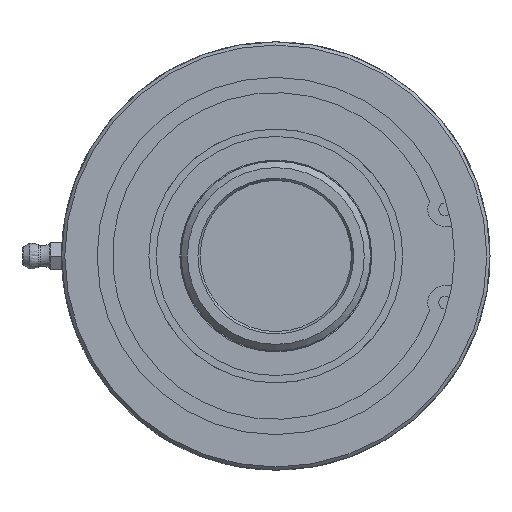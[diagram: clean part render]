
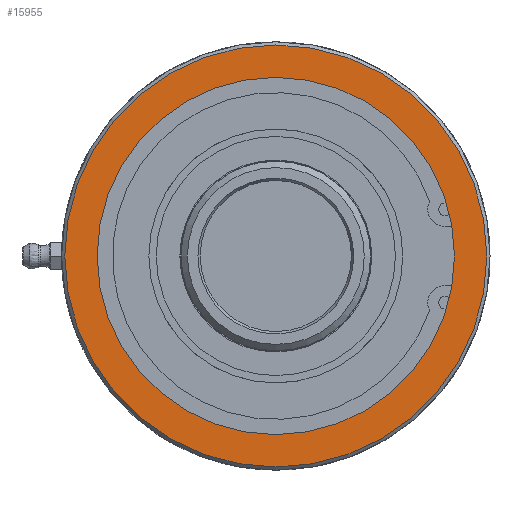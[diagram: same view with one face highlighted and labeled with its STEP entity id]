
A CAD part, left-side view. The second image highlights one B-rep face of the part: STEP entity #15955.
In plain terms, the highlighted planar face has unit normal (-1, 0, 0).
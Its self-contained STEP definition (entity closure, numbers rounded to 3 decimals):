
#802=PLANE('',#16959);
#907=FACE_BOUND('',#3234,.T.);
#1365=CIRCLE('',#16957,53.2);
#1366=CIRCLE('',#16960,45.035);
#2242=FACE_OUTER_BOUND('',#3233,.T.);
#3233=EDGE_LOOP('',(#14476));
#3234=EDGE_LOOP('',(#14477));
#7633=VERTEX_POINT('',#36186);
#7634=VERTEX_POINT('',#36191);
#9932=EDGE_CURVE('',#7633,#7633,#1365,.T.);
#9934=EDGE_CURVE('',#7634,#7634,#1366,.T.);
#14476=ORIENTED_EDGE('',*,*,#9932,.F.);
#14477=ORIENTED_EDGE('',*,*,#9934,.T.);
#15955=ADVANCED_FACE('',(#2242,#907),#802,.F.);
#16957=AXIS2_PLACEMENT_3D('',#36187,#19840,#19841);
#16959=AXIS2_PLACEMENT_3D('',#36190,#19845,#19846);
#16960=AXIS2_PLACEMENT_3D('',#36192,#19847,#19848);
#19840=DIRECTION('center_axis',(1.,0.,0.));
#19841=DIRECTION('ref_axis',(0.,-1.,0.));
#19845=DIRECTION('center_axis',(1.,0.,0.));
#19846=DIRECTION('ref_axis',(0.,0.,-1.));
#19847=DIRECTION('center_axis',(1.,0.,0.));
#19848=DIRECTION('ref_axis',(0.,1.,0.));
#36186=CARTESIAN_POINT('',(2.,53.2,0.));
#36187=CARTESIAN_POINT('Origin',(2.,0.,0.));
#36190=CARTESIAN_POINT('Origin',(2.,27.,0.));
#36191=CARTESIAN_POINT('',(2.,-45.035,0.));
#36192=CARTESIAN_POINT('Origin',(2.,0.,0.));
